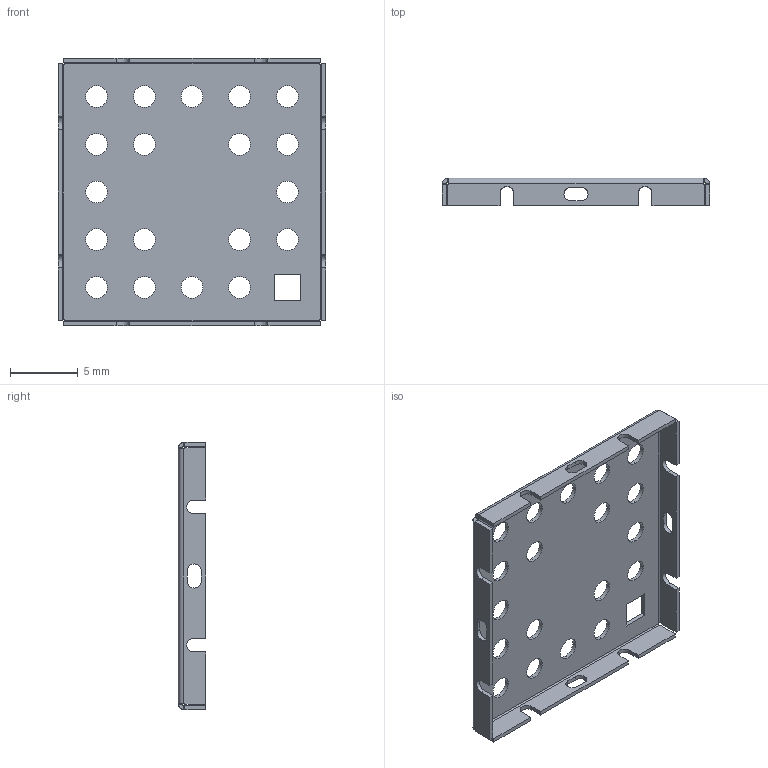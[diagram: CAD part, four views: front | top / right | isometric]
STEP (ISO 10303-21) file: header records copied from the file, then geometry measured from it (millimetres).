
FILE_DESCRIPTION (( 'STEP AP214' ), '1' );
FILE_NAME ('SMS-255C.STEP', '2024-06-08T04:00:22', ( '' ), ( '' ), 'SwSTEP 2.0', 'SolidWorks 2021', '' );
FILE_SCHEMA (( 'AUTOMOTIVE_DESIGN' ));
Length unit declared in the file: inch
Products named in the file (1): SMS-255C
Bounding box: 19.66 x 2.01 x 19.66 mm (x, y, z)
Volume: 136.3 mm3; surface area: 965.4 mm2
Topology: 1 solids, 1 shells, 156 faces, 430 edges, 276 vertices
Faces by surface type: plane 90, cylinder 66
Entity records: 5086 total; most frequent: DIRECTION 876, CARTESIAN_POINT 863, ORIENTED_EDGE 860, EDGE_CURVE 430, VECTOR 298, LINE 298, AXIS2_PLACEMENT_3D 289, VERTEX_POINT 276
